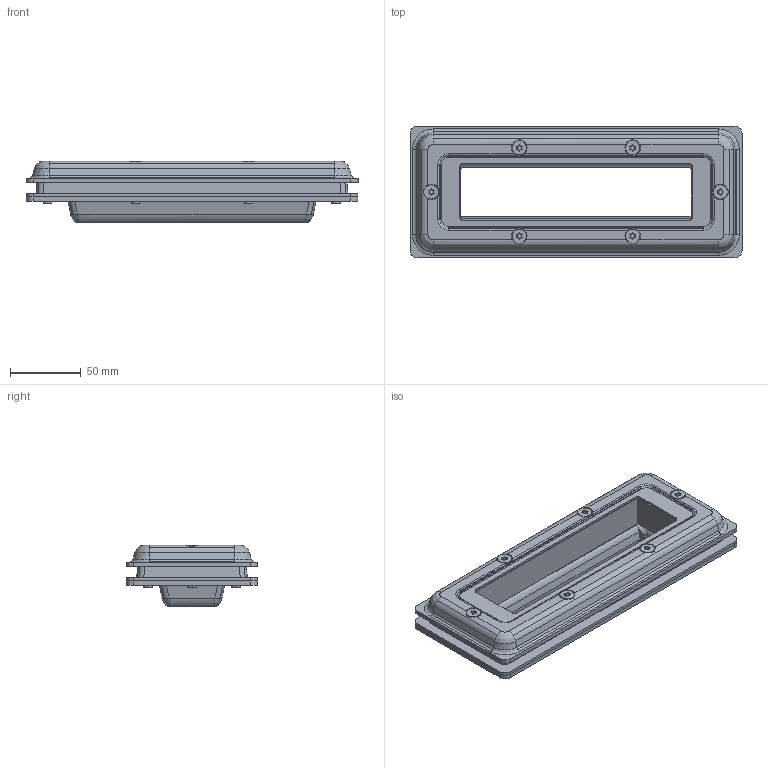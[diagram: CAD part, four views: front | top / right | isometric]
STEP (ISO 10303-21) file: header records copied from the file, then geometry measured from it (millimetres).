
FILE_DESCRIPTION((''),'2;1');
FILE_NAME('CF_16_STP.stp','2007-10-26T14:25:20',(''),(''),'Mechanical Desktop 2005','Mechanical Desktop 2005',', , ');
FILE_SCHEMA(('CONFIG_CONTROL_DESIGN'));
Length unit declared in the file: millimetre
Products named in the file (5): S1003358; TOP; BOTTOM; RUBBER; MFX6X30
Assembly tree (9 placements, depth 2):
  S1003358
    TOP
    BOTTOM
    RUBBER
    MFX6X30  x6
Bounding box: 234.12 x 92.5 x 43.41 mm (x, y, z)
Volume: 346487.7 mm3; surface area: 141546.9 mm2
Topology: 9 solids, 9 shells, 437 faces, 1184 edges, 750 vertices
Faces by surface type: cylinder 288, plane 81, bspline 40, cone 20, torus 4, sphere 4
Entity records: 13532 total; most frequent: CARTESIAN_POINT 5546, DIRECTION 1676, ORIENTED_EDGE 1672, EDGE_CURVE 836, AXIS2_PLACEMENT_3D 664, VERTEX_POINT 528, VECTOR 348, LINE 348
